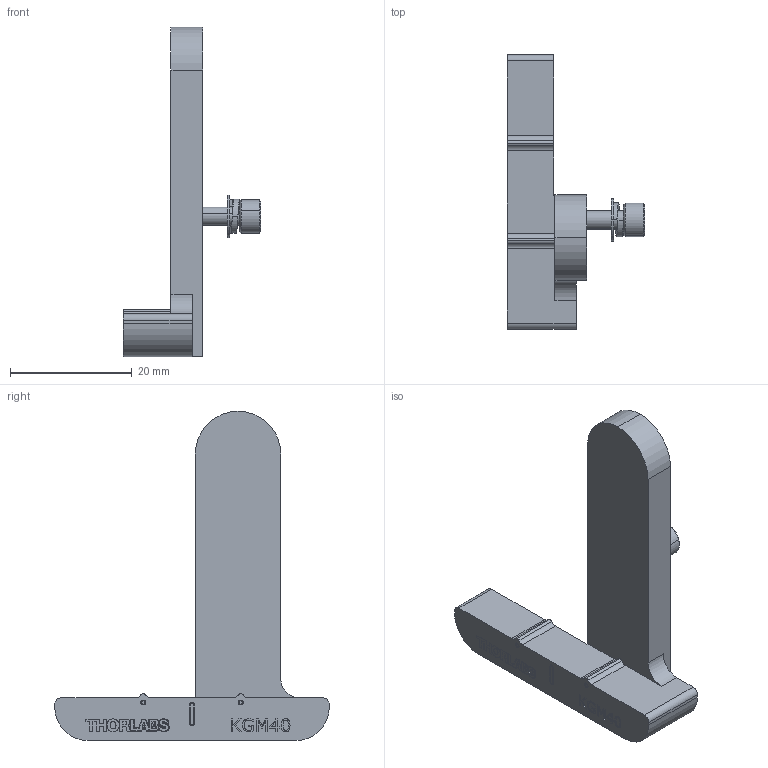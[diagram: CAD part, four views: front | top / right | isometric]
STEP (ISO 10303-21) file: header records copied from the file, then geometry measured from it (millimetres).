
FILE_DESCRIPTION(('FreeCAD Model'),'2;1');
FILE_NAME('Open CASCADE Shape Model','2023-03-22T11:42:09',('Author'),( ''),'Open CASCADE STEP processor 7.6','FreeCAD','Unknown');
FILE_SCHEMA(('AUTOMOTIVE_DESIGN { 1 0 10303 214 1 1 1 1 }'));
Length unit declared in the file: millimetre
Products named in the file (5): LinkGroup; Solid001; Solid011; Solid006; Solid003
Assembly tree (4 placements, depth 2):
  LinkGroup
    Solid001
    Solid011
    Solid006
    Solid003
Bounding box: 22.5 x 45 x 54 mm (x, y, z)
Volume: 6457.1 mm3; surface area: 3744.9 mm2
Topology: 4 solids, 4 shells, 330 faces, 869 edges, 575 vertices
Faces by surface type: plane 188, bspline 83, cylinder 47, cone 12
Entity records: 23897 total; most frequent: CARTESIAN_POINT 7430, DIRECTION 2623, LINE 1888, VECTOR 1888, ORIENTED_EDGE 1734, PCURVE 1734, DEFINITIONAL_REPRESENTATION 1734, EDGE_CURVE 867
